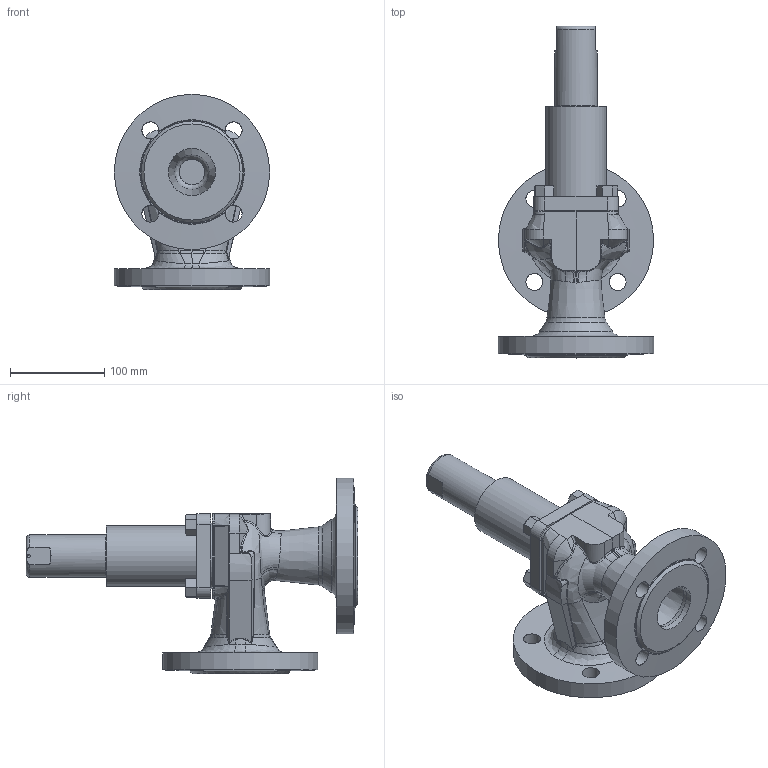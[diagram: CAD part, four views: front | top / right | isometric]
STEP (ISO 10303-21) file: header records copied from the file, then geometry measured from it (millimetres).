
FILE_DESCRIPTION(/* description */ (''),/* implementation_level */ '2;1');
FILE_NAME(/* name */ 'AT4510_103210.step',/* time_stamp */ '2025-08-06T15:30:32+02:00',/* author */ (''),/* organization */ (''),/* preprocessor_version */ 'ST-DEVELOPER v20.1',/* originating_system */ 'Autodesk Translation Framework v14.10.0.0',/* authorisation */ '');
FILE_SCHEMA (('AUTOMOTIVE_DESIGN { 1 0 10303 214 3 1 1 }'));
Length unit declared in the file: millimetre
Products named in the file (5): 10000478537_G3D_000_ASM; 10000478538_G3D_000; 10000478539_G3D_000; 10000478540_G3D_000; 10000478541_G3D_000
Assembly tree (7 placements, depth 2):
  10000478537_G3D_000_ASM
    10000478538_G3D_000
    10000478539_G3D_000
    10000478540_G3D_000
    10000478541_G3D_000  x4
Bounding box: 165 x 352.5 x 207.5 mm (x, y, z)
Volume: 1565508.3 mm3; surface area: 287421.1 mm2
Topology: 7 solids, 7 shells, 471 faces, 1164 edges, 706 vertices
Faces by surface type: bspline 187, plane 100, cylinder 90, cone 79, sphere 10, torus 5
Full cylindrical faces by diameter (mm): 3.15 x2, 12 x4, 14 x4, 15 x1, 18 x8, 27 x1, 31 x1, 33 x1, 33.5 x1, 45 x1, 48 x1, 50 x2, 52 x1, 54 x1, 64 x1, 70 x2, 165 x2
Entity records: 32628 total; most frequent: CARTESIAN_POINT 24419, ORIENTED_EDGE 1946, DIRECTION 1363, EDGE_CURVE 973, AXIS2_PLACEMENT_3D 594, VERTEX_POINT 592, EDGE_LOOP 423, B_SPLINE_CURVE_WITH_KNOTS 395
